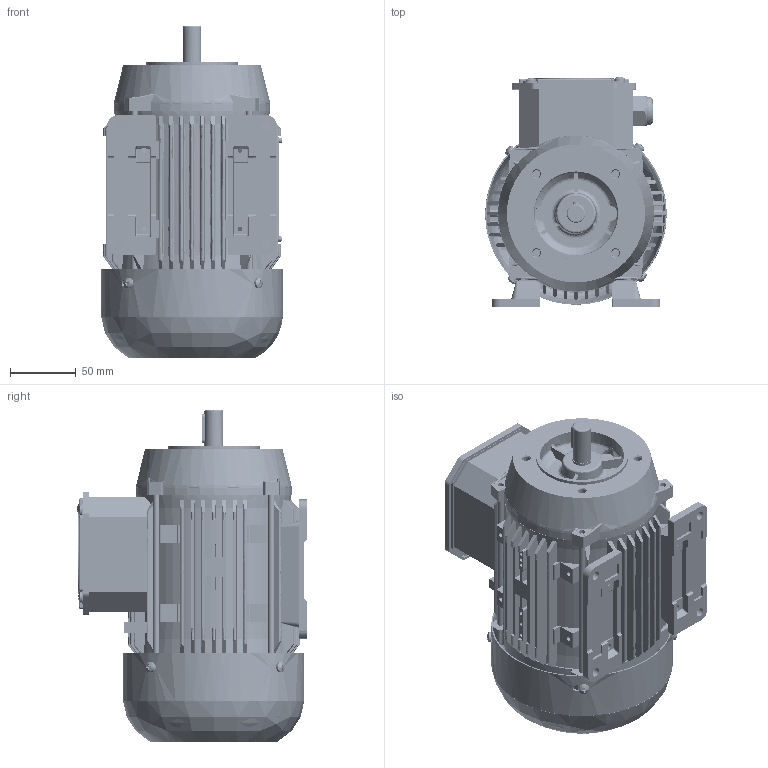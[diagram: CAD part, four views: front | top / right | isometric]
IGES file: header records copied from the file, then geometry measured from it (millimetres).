
Global section: file name: QS71_PC_.igs; native system: NX V7.5; preprocessor: SIEMENS PLM Software NX 7.5; date: 20150217.103536; units: millimetre
Bounding box: 138 x 175.04 x 252.5 mm (x, y, z)
Surface area: 429954.4 mm2 (no closed solid volume)
Topology: 0 solids, 0 shells, 2973 faces, 20735 edges, 20627 vertices
Faces by surface type: bspline 2973
